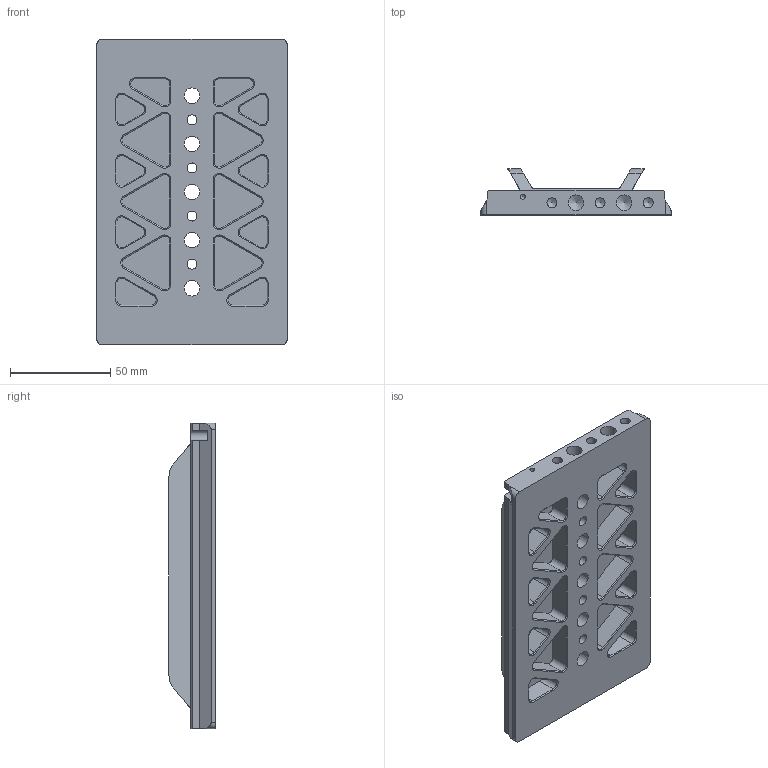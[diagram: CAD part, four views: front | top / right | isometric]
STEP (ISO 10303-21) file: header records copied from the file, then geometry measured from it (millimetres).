
FILE_DESCRIPTION(/* description */ (''),/* implementation_level */ '2;1');
FILE_NAME(/* name */ 'Arri dovetail 6 inches by Mad.stp',/* time_stamp */ '2018-12-16T11:36:54+01:00',/* author */ ('Marc'),/* organization */ (''),/* preprocessor_version */ 'ST-DEVELOPER v16.5',/* originating_system */ 'Autodesk Inventor 2017',/* authorisation */ '');
FILE_SCHEMA (('AUTOMOTIVE_DESIGN { 1 0 10303 214 3 1 1 }'));
Length unit declared in the file: millimetre
Products named in the file (1): Arri dovetail 6 inches by Mad
Bounding box: 95 x 23 x 152.4 mm (x, y, z)
Volume: 139675.9 mm3; surface area: 54167.7 mm2
Topology: 1 solids, 1 shells, 286 faces, 706 edges, 439 vertices
Faces by surface type: plane 143, cylinder 83, cone 60
Full cylindrical faces by diameter (mm): 2.459 x4, 4.978 x10, 7.798 x9
Entity records: 8038 total; most frequent: DIRECTION 1434, CARTESIAN_POINT 1347, ORIENTED_EDGE 1292, EDGE_CURVE 646, AXIS2_PLACEMENT_3D 501, LINE 432, VECTOR 432, VERTEX_POINT 414
